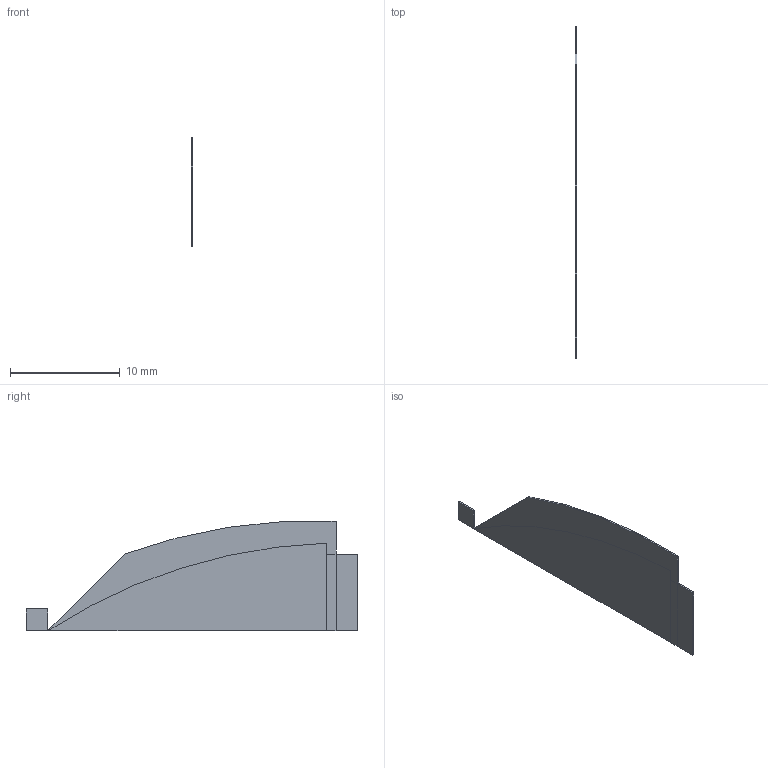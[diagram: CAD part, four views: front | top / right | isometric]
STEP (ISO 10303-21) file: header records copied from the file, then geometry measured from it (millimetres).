
FILE_DESCRIPTION(/* description */ (''),/* implementation_level */ '2;1');
FILE_NAME(/* name */ 'Onecell.stp',/* time_stamp */ '2017-08-06T16:11:35-04:00',/* author */ (''),/* organization */ (''),/* preprocessor_version */ 'ST-DEVELOPER v16',/* originating_system */ 'SIEMENS PLM Software NX 10.0',/* authorisation */ '');
FILE_SCHEMA (('AUTOMOTIVE_DESIGN { 1 0 10303 214 3 1 1 1 }'));
Length unit declared in the file: millimetre
Products named in the file (6): RRectangleConnection; LRectangleConnection; Overhead; SolarCellRegion; terminalpoint; Onecell
Assembly tree (5 placements, depth 2):
  Onecell
    terminalpoint
    SolarCellRegion
    Overhead
    LRectangleConnection
    RRectangleConnection
Bounding box: 0.16 x 30.3 x 10 mm (x, y, z)
Volume: 35.7 mm3; surface area: 464.9 mm2
Topology: 5 solids, 5 shells, 31 faces, 63 edges, 42 vertices
Faces by surface type: plane 28, cylinder 3
Entity records: 949 total; most frequent: DIRECTION 143, CARTESIAN_POINT 142, ORIENTED_EDGE 126, EDGE_CURVE 63, LINE 57, VECTOR 57, AXIS2_PLACEMENT_3D 43, VERTEX_POINT 42
